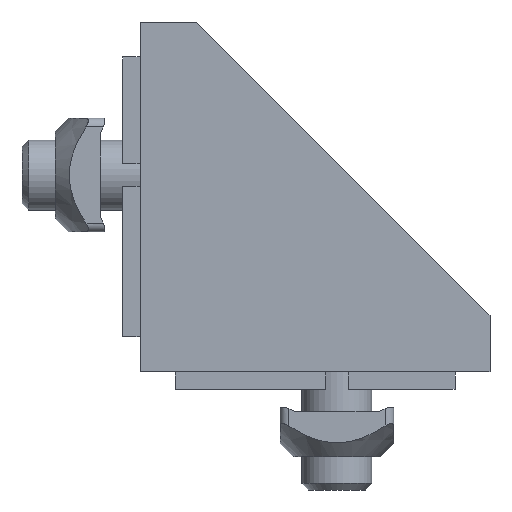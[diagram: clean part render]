
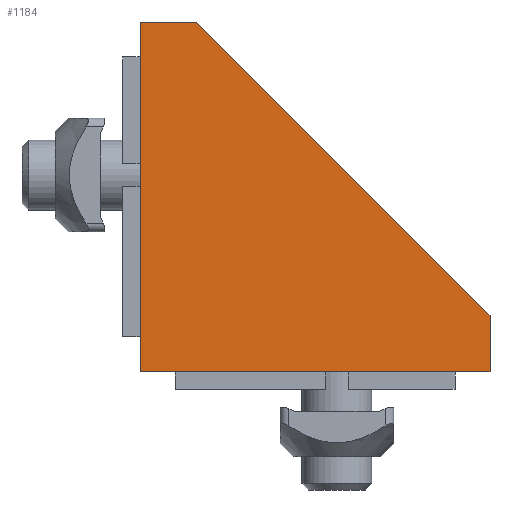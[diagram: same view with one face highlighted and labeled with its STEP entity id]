
A CAD part, front view. The second image highlights one B-rep face of the part: STEP entity #1184.
In plain terms, the highlighted planar face has unit normal (0, -1, 0).
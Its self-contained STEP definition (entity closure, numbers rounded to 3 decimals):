
#110=PLANE('',#1351);
#159=FACE_OUTER_BOUND('',#228,.T.);
#228=EDGE_LOOP('',(#955,#956,#957,#958,#959));
#307=LINE('',#1800,#421);
#342=LINE('',#1884,#456);
#356=LINE('',#1911,#470);
#361=LINE('',#1920,#475);
#363=LINE('',#1923,#477);
#421=VECTOR('',#1455,1.);
#456=VECTOR('',#1536,1.);
#470=VECTOR('',#1558,1.);
#475=VECTOR('',#1569,1.);
#477=VECTOR('',#1573,1.);
#536=VERTEX_POINT('',#1793);
#539=VERTEX_POINT('',#1798);
#564=VERTEX_POINT('',#1882);
#565=VERTEX_POINT('',#1883);
#572=VERTEX_POINT('',#1905);
#653=EDGE_CURVE('',#536,#539,#307,.T.);
#694=EDGE_CURVE('',#564,#565,#342,.T.);
#708=EDGE_CURVE('',#572,#565,#356,.T.);
#713=EDGE_CURVE('',#564,#536,#361,.T.);
#715=EDGE_CURVE('',#539,#572,#363,.T.);
#955=ORIENTED_EDGE('',*,*,#715,.T.);
#956=ORIENTED_EDGE('',*,*,#708,.T.);
#957=ORIENTED_EDGE('',*,*,#694,.F.);
#958=ORIENTED_EDGE('',*,*,#713,.T.);
#959=ORIENTED_EDGE('',*,*,#653,.T.);
#1184=ADVANCED_FACE('',(#159),#110,.T.);
#1351=AXIS2_PLACEMENT_3D('',#1924,#1574,#1575);
#1455=DIRECTION('',(0.,0.,-1.));
#1536=DIRECTION('',(0.707,0.,-0.707));
#1558=DIRECTION('',(0.,0.,1.));
#1569=DIRECTION('',(-1.,0.,0.));
#1573=DIRECTION('',(1.,0.,0.));
#1574=DIRECTION('center_axis',(0.,-1.,0.));
#1575=DIRECTION('ref_axis',(1.,0.,0.));
#1793=CARTESIAN_POINT('',(0.,-12.5,40.));
#1798=CARTESIAN_POINT('',(0.,-12.5,0.));
#1800=CARTESIAN_POINT('',(0.,-12.5,3.25));
#1882=CARTESIAN_POINT('',(6.5,-12.5,40.));
#1883=CARTESIAN_POINT('',(40.,-12.5,6.5));
#1884=CARTESIAN_POINT('',(40.,-12.5,6.5));
#1905=CARTESIAN_POINT('',(40.,-12.5,0.));
#1911=CARTESIAN_POINT('',(40.,-12.5,3.25));
#1920=CARTESIAN_POINT('',(3.25,-12.5,40.));
#1923=CARTESIAN_POINT('',(20.,-12.5,0.));
#1924=CARTESIAN_POINT('Origin',(20.,-12.5,3.25));
